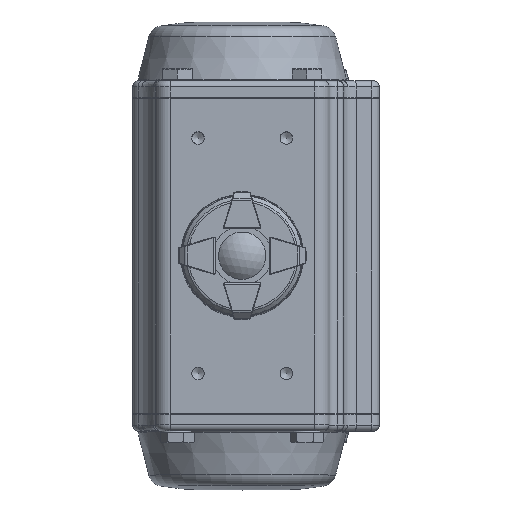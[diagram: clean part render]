
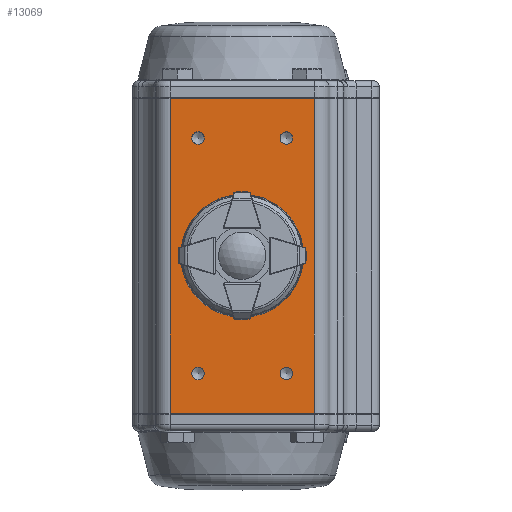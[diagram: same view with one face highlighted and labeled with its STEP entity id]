
A CAD part, top view. The second image highlights one B-rep face of the part: STEP entity #13069.
In plain terms, the highlighted face is planar.
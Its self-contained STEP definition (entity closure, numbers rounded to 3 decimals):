
#1256=CIRCLE('',#15282,2.1);
#1258=CIRCLE('',#15286,2.1);
#1260=CIRCLE('',#15290,2.1);
#1262=CIRCLE('',#15294,2.1);
#1264=CIRCLE('',#15297,12.45);
#3303=ORIENTED_EDGE('',*,*,#6228,.F.);
#3304=ORIENTED_EDGE('',*,*,#6323,.F.);
#3305=ORIENTED_EDGE('',*,*,#6290,.T.);
#3306=ORIENTED_EDGE('',*,*,#6324,.T.);
#3307=ORIENTED_EDGE('',*,*,#6185,.T.);
#3308=ORIENTED_EDGE('',*,*,#6183,.F.);
#3309=ORIENTED_EDGE('',*,*,#6181,.F.);
#3310=ORIENTED_EDGE('',*,*,#6179,.F.);
#3311=ORIENTED_EDGE('',*,*,#6177,.F.);
#6177=EDGE_CURVE('',#7932,#7932,#1256,.T.);
#6179=EDGE_CURVE('',#7935,#7935,#1258,.T.);
#6181=EDGE_CURVE('',#7938,#7938,#1260,.T.);
#6183=EDGE_CURVE('',#7941,#7941,#1262,.T.);
#6185=EDGE_CURVE('',#7943,#7943,#1264,.T.);
#6228=EDGE_CURVE('',#7975,#7976,#8962,.T.);
#6290=EDGE_CURVE('',#8038,#8037,#8988,.T.);
#6323=EDGE_CURVE('',#8038,#7975,#9004,.T.);
#6324=EDGE_CURVE('',#8037,#7976,#9005,.T.);
#7932=VERTEX_POINT('',#22564);
#7935=VERTEX_POINT('',#22571);
#7938=VERTEX_POINT('',#22578);
#7941=VERTEX_POINT('',#22585);
#7943=VERTEX_POINT('',#22590);
#7975=VERTEX_POINT('',#22676);
#7976=VERTEX_POINT('',#22678);
#8037=VERTEX_POINT('',#22801);
#8038=VERTEX_POINT('',#22803);
#8962=LINE('',#22677,#9764);
#8988=LINE('',#22802,#9790);
#9004=LINE('',#22867,#9806);
#9005=LINE('',#22869,#9807);
#9764=VECTOR('',#17628,1000.);
#9790=VECTOR('',#17728,1000.);
#9806=VECTOR('',#17786,1000.);
#9807=VECTOR('',#17789,1000.);
#10761=EDGE_LOOP('',(#3303,#3304,#3305,#3306));
#10762=EDGE_LOOP('',(#3307));
#10763=EDGE_LOOP('',(#3308));
#10764=EDGE_LOOP('',(#3309));
#10765=EDGE_LOOP('',(#3310));
#10766=EDGE_LOOP('',(#3311));
#11836=FACE_BOUND('',#10761,.T.);
#11837=FACE_BOUND('',#10762,.T.);
#11838=FACE_BOUND('',#10763,.T.);
#11839=FACE_BOUND('',#10764,.T.);
#11840=FACE_BOUND('',#10765,.T.);
#11841=FACE_BOUND('',#10766,.T.);
#12583=PLANE('',#15423);
#13069=ADVANCED_FACE('',(#11836,#11837,#11838,#11839,#11840,#11841),#12583,
 .T.);
#15282=AXIS2_PLACEMENT_3D('',#22563,#17513,#17514);
#15286=AXIS2_PLACEMENT_3D('',#22570,#17521,#17522);
#15290=AXIS2_PLACEMENT_3D('',#22577,#17529,#17530);
#15294=AXIS2_PLACEMENT_3D('',#22584,#17537,#17538);
#15297=AXIS2_PLACEMENT_3D('',#22589,#17543,#17544);
#15423=AXIS2_PLACEMENT_3D('',#23005,#17930,#17931);
#17513=DIRECTION('',(0.,1.,0.));
#17514=DIRECTION('',(0.,0.,1.));
#17521=DIRECTION('',(0.,1.,0.));
#17522=DIRECTION('',(0.,0.,1.));
#17529=DIRECTION('',(0.,1.,0.));
#17530=DIRECTION('',(0.,0.,1.));
#17537=DIRECTION('',(0.,1.,0.));
#17538=DIRECTION('',(0.,0.,1.));
#17543=DIRECTION('',(0.,-1.,0.));
#17544=DIRECTION('',(0.,0.,1.));
#17628=DIRECTION('',(1.,0.,0.));
#17728=DIRECTION('',(1.,0.,0.));
#17786=DIRECTION('',(0.,0.,-1.));
#17789=DIRECTION('',(0.,0.,-1.));
#17930=DIRECTION('',(0.,1.,0.));
#17931=DIRECTION('',(1.,0.,0.));
#22563=CARTESIAN_POINT('',(-15.,42.35,40.));
#22564=CARTESIAN_POINT('',(-15.,42.35,42.1));
#22570=CARTESIAN_POINT('',(15.,42.35,40.));
#22571=CARTESIAN_POINT('',(15.,42.35,42.1));
#22577=CARTESIAN_POINT('',(15.,42.35,-40.));
#22578=CARTESIAN_POINT('',(15.,42.35,-37.9));
#22584=CARTESIAN_POINT('',(-15.,42.35,-40.));
#22585=CARTESIAN_POINT('',(-15.,42.35,-37.9));
#22589=CARTESIAN_POINT('',(0.,42.35,0.));
#22590=CARTESIAN_POINT('',(0.,42.35,12.45));
#22676=CARTESIAN_POINT('',(-24.5,42.35,-53.5));
#22677=CARTESIAN_POINT('',(-24.5,42.35,-53.5));
#22678=CARTESIAN_POINT('',(24.5,42.35,-53.5));
#22801=CARTESIAN_POINT('',(24.5,42.35,53.5));
#22802=CARTESIAN_POINT('',(-24.5,42.35,53.5));
#22803=CARTESIAN_POINT('',(-24.5,42.35,53.5));
#22867=CARTESIAN_POINT('',(-24.5,42.35,53.5));
#22869=CARTESIAN_POINT('',(24.5,42.35,53.5));
#23005=CARTESIAN_POINT('',(-24.5,42.35,53.5));
